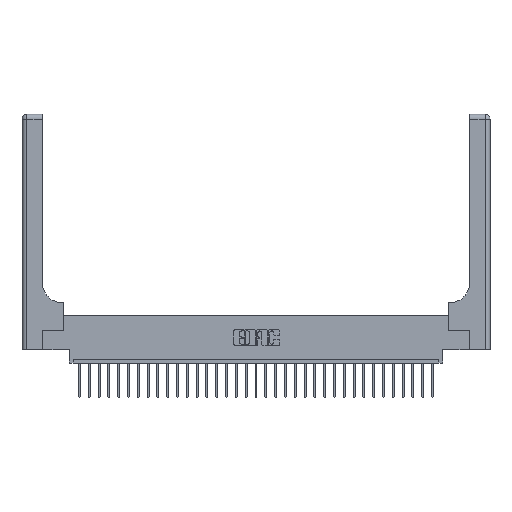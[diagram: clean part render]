
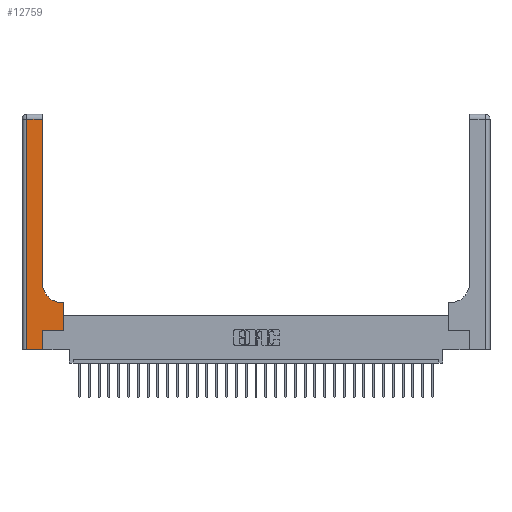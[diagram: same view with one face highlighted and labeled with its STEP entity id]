
A CAD part, top view. The second image highlights one B-rep face of the part: STEP entity #12759.
In plain terms, the highlighted planar face has unit normal (0, 0, 1).
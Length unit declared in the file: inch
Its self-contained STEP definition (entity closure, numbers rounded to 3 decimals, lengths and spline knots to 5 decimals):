
#407 = VERTEX_POINT ( 'NONE', #14144 ) ;
#1566 = LINE ( 'NONE', #3126, #15855 ) ;
#1895 = EDGE_CURVE ( 'NONE', #407, #7624, #6625, .T. ) ;
#2597 = LINE ( 'NONE', #20954, #22154 ) ;
#2828 = FACE_OUTER_BOUND ( 'NONE', #27873, .T. ) ;
#2936 = CARTESIAN_POINT ( 'NONE',  ( 0.26, 0.85, 0.37 ) ) ;
#2985 = CARTESIAN_POINT ( 'NONE',  ( 0.528, 0.25, 0.37 ) ) ;
#3020 = DIRECTION ( 'NONE',  ( 0., 0., -1. ) ) ;
#3126 = CARTESIAN_POINT ( 'NONE',  ( 0.06, 3., 0.37 ) ) ;
#3665 = LINE ( 'NONE', #18551, #9566 ) ;
#4503 = EDGE_CURVE ( 'NONE', #13692, #8340, #24680, .T. ) ;
#5271 = DIRECTION ( 'NONE',  ( 0., 1., 0. ) ) ;
#5371 = EDGE_CURVE ( 'NONE', #8340, #9803, #3665, .T. ) ;
#5463 = DIRECTION ( 'NONE',  ( 0., 0., -1. ) ) ;
#5600 = EDGE_CURVE ( 'NONE', #13726, #13692, #1566, .T. ) ;
#5676 = VERTEX_POINT ( 'NONE', #2985 ) ;
#5711 = ORIENTED_EDGE ( 'NONE', *, *, #15953, .T. ) ;
#5748 = CARTESIAN_POINT ( 'NONE',  ( 0.06, 2.94, 0.37 ) ) ;
#5857 = VERTEX_POINT ( 'NONE', #17993 ) ;
#6104 = ORIENTED_EDGE ( 'NONE', *, *, #4503, .T. ) ;
#6625 = CIRCLE ( 'NONE', #13788, 0.25 ) ;
#6848 = VECTOR ( 'NONE', #7647, 39.37008 ) ;
#7529 = CARTESIAN_POINT ( 'NONE',  ( 0., 2.94, 0.37 ) ) ;
#7624 = VERTEX_POINT ( 'NONE', #2936 ) ;
#7647 = DIRECTION ( 'NONE',  ( 1., 0., 0. ) ) ;
#8223 = VECTOR ( 'NONE', #23280, 39.37008 ) ;
#8340 = VERTEX_POINT ( 'NONE', #22516 ) ;
#9566 = VECTOR ( 'NONE', #5271, 39.37008 ) ;
#9803 = VERTEX_POINT ( 'NONE', #24378 ) ;
#9894 = CARTESIAN_POINT ( 'NONE',  ( 0.26, 3., 0.37 ) ) ;
#9941 = DIRECTION ( 'NONE',  ( 1., 0., 0. ) ) ;
#11208 = LINE ( 'NONE', #7529, #22408 ) ;
#11675 = CARTESIAN_POINT ( 'NONE',  ( 0., 0., 0.37 ) ) ;
#11975 = DIRECTION ( 'NONE',  ( -1., 0., 0. ) ) ;
#12295 = EDGE_CURVE ( 'NONE', #27005, #13726, #11208, .T. ) ;
#12759 = ADVANCED_FACE ( 'NONE', ( #2828 ), #18734, .F. ) ;
#12770 = LINE ( 'NONE', #27898, #6848 ) ;
#13396 = LINE ( 'NONE', #19524, #27029 ) ;
#13692 = VERTEX_POINT ( 'NONE', #28066 ) ;
#13726 = VERTEX_POINT ( 'NONE', #5748 ) ;
#13788 = AXIS2_PLACEMENT_3D ( 'NONE', #14623, #5463, #9941 ) ;
#13946 = DIRECTION ( 'NONE',  ( 1., 0., 0. ) ) ;
#14144 = CARTESIAN_POINT ( 'NONE',  ( 0.51, 0.6, 0.37 ) ) ;
#14623 = CARTESIAN_POINT ( 'NONE',  ( 0.51, 0.85, 0.37 ) ) ;
#15855 = VECTOR ( 'NONE', #19304, 39.37008 ) ;
#15946 = EDGE_CURVE ( 'NONE', #7624, #27005, #26085, .T. ) ;
#15953 = EDGE_CURVE ( 'NONE', #9803, #5676, #12770, .T. ) ;
#17993 = CARTESIAN_POINT ( 'NONE',  ( 0.528, 0.6, 0.37 ) ) ;
#18551 = CARTESIAN_POINT ( 'NONE',  ( 0.265, 0., 0.37 ) ) ;
#18566 = DIRECTION ( 'NONE',  ( -1., 0., 0. ) ) ;
#18734 = PLANE ( 'NONE',  #19645 ) ;
#19304 = DIRECTION ( 'NONE',  ( 0., -1., 0. ) ) ;
#19524 = CARTESIAN_POINT ( 'NONE',  ( 0.26, 0.6, 0.37 ) ) ;
#19645 = AXIS2_PLACEMENT_3D ( 'NONE', #20869, #3020, #11975 ) ;
#19715 = ORIENTED_EDGE ( 'NONE', *, *, #23721, .T. ) ;
#20827 = VECTOR ( 'NONE', #13946, 39.37008 ) ;
#20869 = CARTESIAN_POINT ( 'NONE',  ( 0., 3., 0.37 ) ) ;
#20954 = CARTESIAN_POINT ( 'NONE',  ( 0.528, 0.25, 0.37 ) ) ;
#21056 = CARTESIAN_POINT ( 'NONE',  ( 0.26, 2.94, 0.37 ) ) ;
#21234 = DIRECTION ( 'NONE',  ( 0., 1., 0. ) ) ;
#22154 = VECTOR ( 'NONE', #21234, 39.37008 ) ;
#22408 = VECTOR ( 'NONE', #18566, 39.37008 ) ;
#22516 = CARTESIAN_POINT ( 'NONE',  ( 0.265, 0., 0.37 ) ) ;
#23280 = DIRECTION ( 'NONE',  ( 0., 1., 0. ) ) ;
#23406 = ORIENTED_EDGE ( 'NONE', *, *, #12295, .T. ) ;
#23721 = EDGE_CURVE ( 'NONE', #5676, #5857, #2597, .T. ) ;
#24115 = ORIENTED_EDGE ( 'NONE', *, *, #15946, .T. ) ;
#24232 = DIRECTION ( 'NONE',  ( -1., 0., 0. ) ) ;
#24378 = CARTESIAN_POINT ( 'NONE',  ( 0.265, 0.25, 0.37 ) ) ;
#24426 = EDGE_CURVE ( 'NONE', #5857, #407, #13396, .T. ) ;
#24680 = LINE ( 'NONE', #11675, #20827 ) ;
#24987 = ORIENTED_EDGE ( 'NONE', *, *, #5371, .T. ) ;
#25501 = ORIENTED_EDGE ( 'NONE', *, *, #24426, .T. ) ;
#26085 = LINE ( 'NONE', #9894, #8223 ) ;
#26898 = ORIENTED_EDGE ( 'NONE', *, *, #5600, .T. ) ;
#27005 = VERTEX_POINT ( 'NONE', #21056 ) ;
#27029 = VECTOR ( 'NONE', #24232, 39.37008 ) ;
#27271 = ORIENTED_EDGE ( 'NONE', *, *, #1895, .T. ) ;
#27873 = EDGE_LOOP ( 'NONE', ( #24115, #23406, #26898, #6104, #24987, #5711, #19715, #25501, #27271 ) ) ;
#27898 = CARTESIAN_POINT ( 'NONE',  ( 0.265, 0.25, 0.37 ) ) ;
#28066 = CARTESIAN_POINT ( 'NONE',  ( 0.06, 0., 0.37 ) ) ;
